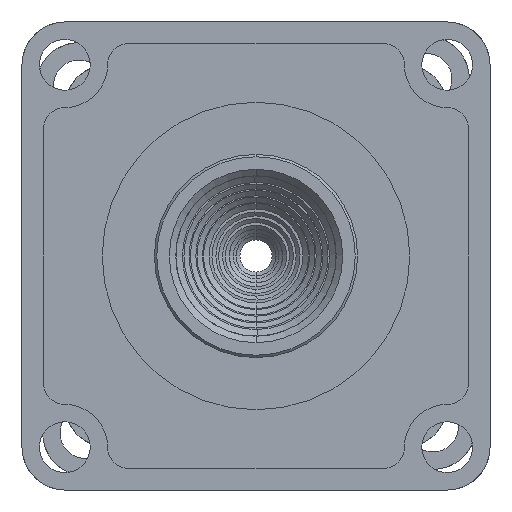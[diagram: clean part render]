
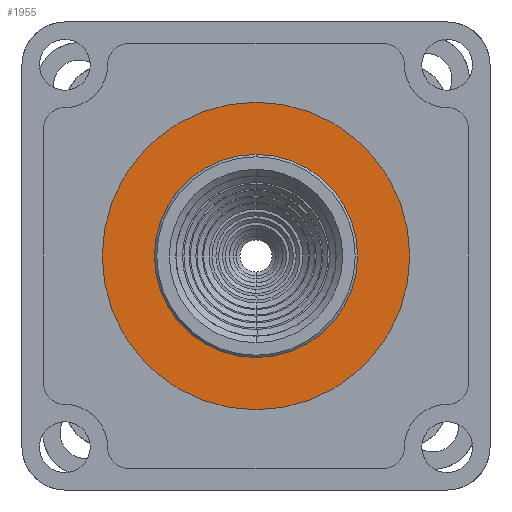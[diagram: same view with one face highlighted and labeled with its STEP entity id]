
A CAD part, front view. The second image highlights one B-rep face of the part: STEP entity #1955.
In plain terms, the highlighted planar face has unit normal (0, -1, 0).
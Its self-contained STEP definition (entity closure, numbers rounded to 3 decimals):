
#23 = AXIS2_PLACEMENT_3D ( 'NONE', #17238, #43021, #20968 ) ;
#399 = VERTEX_POINT ( 'NONE', #40225 ) ;
#986 = CARTESIAN_POINT ( 'NONE',  ( 0., 15.5, 38. ) ) ;
#1806 = CARTESIAN_POINT ( 'NONE',  ( 0., 15.5, 0. ) ) ;
#1955 = ADVANCED_FACE ( 'E2686', ( #5033, #43077 ), #21989, .F. ) ;
#2853 = AXIS2_PLACEMENT_3D ( 'NONE', #40340, #3310, #47748 ) ;
#3310 = DIRECTION ( 'NONE',  ( 0., 1., 0. ) ) ;
#3858 = VERTEX_POINT ( 'NONE', #38219 ) ;
#5033 = FACE_BOUND ( 'NONE', #41967, .T. ) ;
#5417 = DIRECTION ( 'NONE',  ( 1., 0., 0. ) ) ;
#11862 = EDGE_CURVE ( 'E2687', #33942, #27781, #15812, .T. ) ;
#15179 = ORIENTED_EDGE ( 'NONE', *, *, #42762, .T. ) ;
#15812 = CIRCLE ( 'NONE', #23, 38. ) ;
#15826 = AXIS2_PLACEMENT_3D ( 'NONE', #1806, #27491, #5417 ) ;
#16508 = DIRECTION ( 'NONE',  ( 0., -1., 0. ) ) ;
#17126 = DIRECTION ( 'NONE',  ( 0., 1., 0. ) ) ;
#17238 = CARTESIAN_POINT ( 'NONE',  ( 0., 15.5, 0. ) ) ;
#20840 = CIRCLE ( 'NONE', #40626, 57.5 ) ;
#20968 = DIRECTION ( 'NONE',  ( 0., 0., 1. ) ) ;
#21989 = PLANE ( 'NONE',  #2853 ) ;
#26835 = EDGE_LOOP ( 'NONE', ( #36748, #15179 ) ) ;
#27491 = DIRECTION ( 'NONE',  ( 0., -1., 0. ) ) ;
#27716 = EDGE_CURVE ( 'E2687', #27781, #33942, #41229, .T. ) ;
#27781 = VERTEX_POINT ( 'NONE', #46945 ) ;
#28198 = ORIENTED_EDGE ( 'NONE', *, *, #27716, .T. ) ;
#30017 = ORIENTED_EDGE ( 'NONE', *, *, #11862, .T. ) ;
#33942 = VERTEX_POINT ( 'NONE', #986 ) ;
#36748 = ORIENTED_EDGE ( 'NONE', *, *, #47202, .T. ) ;
#38219 = CARTESIAN_POINT ( 'NONE',  ( 57.5, 15.5, 0. ) ) ;
#38622 = CARTESIAN_POINT ( 'NONE',  ( 0., 15.5, 0. ) ) ;
#39243 = CARTESIAN_POINT ( 'NONE',  ( 0., 15.5, 0. ) ) ;
#40225 = CARTESIAN_POINT ( 'NONE',  ( -57.5, 15.5, 0. ) ) ;
#40340 = CARTESIAN_POINT ( 'NONE',  ( 0., 15.5, 0. ) ) ;
#40626 = AXIS2_PLACEMENT_3D ( 'NONE', #38622, #16508, #42285 ) ;
#41229 = CIRCLE ( 'NONE', #44038, 38. ) ;
#41967 = EDGE_LOOP ( 'NONE', ( #28198, #30017 ) ) ;
#42285 = DIRECTION ( 'NONE',  ( 1., 0., 0. ) ) ;
#42762 = EDGE_CURVE ( 'E2688', #399, #3858, #43710, .T. ) ;
#42907 = DIRECTION ( 'NONE',  ( 0., 0., 1. ) ) ;
#43021 = DIRECTION ( 'NONE',  ( 0., 1., 0. ) ) ;
#43077 = FACE_OUTER_BOUND ( 'NONE', #26835, .T. ) ;
#43710 = CIRCLE ( 'NONE', #15826, 57.5 ) ;
#44038 = AXIS2_PLACEMENT_3D ( 'NONE', #39243, #17126, #42907 ) ;
#46945 = CARTESIAN_POINT ( 'NONE',  ( 0., 15.5, -38. ) ) ;
#47202 = EDGE_CURVE ( 'E2688', #3858, #399, #20840, .T. ) ;
#47748 = DIRECTION ( 'NONE',  ( 0., 0., 1. ) ) ;
